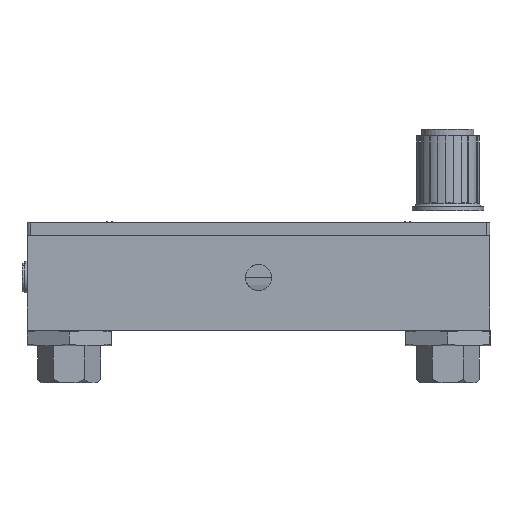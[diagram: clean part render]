
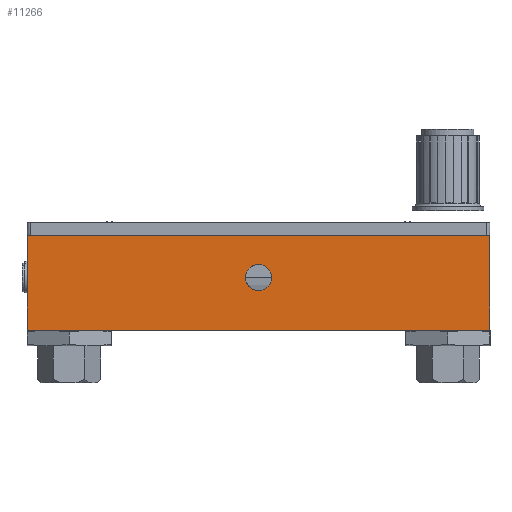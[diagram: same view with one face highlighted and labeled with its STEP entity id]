
A CAD part, left-side view. The second image highlights one B-rep face of the part: STEP entity #11266.
In plain terms, the highlighted planar face has unit normal (-1, 0, 0).
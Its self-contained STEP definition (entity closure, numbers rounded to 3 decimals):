
#15 = DIRECTION ( 'NONE',  ( 1., 0., 0. ) ) ;
#99 = CARTESIAN_POINT ( 'NONE',  ( -14.832, 3.762, -1.519 ) ) ;
#425 = CARTESIAN_POINT ( 'NONE',  ( -14.832, 3.762, -5.487 ) ) ;
#445 = EDGE_CURVE ( 'NONE', #2530, #4409, #11742, .T. ) ;
#528 = AXIS2_PLACEMENT_3D ( 'NONE', #586, #11995, #1629 ) ;
#586 = CARTESIAN_POINT ( 'NONE',  ( -14.832, 3.762, -1.519 ) ) ;
#812 = LINE ( 'NONE', #12183, #6163 ) ;
#1299 = VERTEX_POINT ( 'NONE', #10617 ) ;
#1629 = DIRECTION ( 'NONE',  ( 0., 0., -1. ) ) ;
#1915 = VECTOR ( 'NONE', #7825, 1000. ) ;
#2071 = DIRECTION ( 'NONE',  ( 0., -1., 0. ) ) ;
#2445 = EDGE_LOOP ( 'NONE', ( #10079, #7858 ) ) ;
#2530 = VERTEX_POINT ( 'NONE', #2557 ) ;
#2557 = CARTESIAN_POINT ( 'NONE',  ( -14.832, 73.612, -17.394 ) ) ;
#2997 = AXIS2_PLACEMENT_3D ( 'NONE', #9095, #7186, #10853 ) ;
#3766 = CARTESIAN_POINT ( 'NONE',  ( -14.832, 73.612, -17.394 ) ) ;
#3946 = FACE_OUTER_BOUND ( 'NONE', #8661, .T. ) ;
#4195 = LINE ( 'NONE', #4481, #11870 ) ;
#4219 = CARTESIAN_POINT ( 'NONE',  ( -14.832, 73.612, -17.394 ) ) ;
#4409 = VERTEX_POINT ( 'NONE', #10344 ) ;
#4419 = CARTESIAN_POINT ( 'NONE',  ( -14.832, 3.762, 2.45 ) ) ;
#4467 = CARTESIAN_POINT ( 'NONE',  ( -14.832, -66.088, 11.181 ) ) ;
#4481 = CARTESIAN_POINT ( 'NONE',  ( -14.832, -66.088, -17.394 ) ) ;
#4632 = EDGE_CURVE ( 'NONE', #2530, #1299, #6973, .T. ) ;
#4880 = ORIENTED_EDGE ( 'NONE', *, *, #445, .F. ) ;
#5554 = VECTOR ( 'NONE', #6701, 1000. ) ;
#5800 = EDGE_CURVE ( 'NONE', #7192, #11407, #11811, .T. ) ;
#6163 = VECTOR ( 'NONE', #2071, 1000. ) ;
#6701 = DIRECTION ( 'NONE',  ( 0., 0., 1. ) ) ;
#6973 = LINE ( 'NONE', #4219, #1915 ) ;
#7186 = DIRECTION ( 'NONE',  ( 1., 0., 0. ) ) ;
#7192 = VERTEX_POINT ( 'NONE', #425 ) ;
#7508 = ORIENTED_EDGE ( 'NONE', *, *, #7557, .F. ) ;
#7557 = EDGE_CURVE ( 'NONE', #4409, #11360, #812, .T. ) ;
#7825 = DIRECTION ( 'NONE',  ( 0., -1., 0. ) ) ;
#7858 = ORIENTED_EDGE ( 'NONE', *, *, #10508, .T. ) ;
#7957 = FACE_BOUND ( 'NONE', #2445, .T. ) ;
#8289 = DIRECTION ( 'NONE',  ( 0., 0., 1. ) ) ;
#8357 = AXIS2_PLACEMENT_3D ( 'NONE', #99, #15, #10492 ) ;
#8661 = EDGE_LOOP ( 'NONE', ( #11466, #7508, #4880, #9185 ) ) ;
#9088 = CIRCLE ( 'NONE', #528, 3.969 ) ;
#9095 = CARTESIAN_POINT ( 'NONE',  ( -14.832, 73.612, -17.394 ) ) ;
#9185 = ORIENTED_EDGE ( 'NONE', *, *, #4632, .T. ) ;
#9926 = PLANE ( 'NONE',  #2997 ) ;
#10079 = ORIENTED_EDGE ( 'NONE', *, *, #5800, .T. ) ;
#10132 = EDGE_CURVE ( 'NONE', #1299, #11360, #4195, .T. ) ;
#10344 = CARTESIAN_POINT ( 'NONE',  ( -14.832, 73.612, 11.181 ) ) ;
#10492 = DIRECTION ( 'NONE',  ( 0., 0., -1. ) ) ;
#10508 = EDGE_CURVE ( 'NONE', #11407, #7192, #9088, .T. ) ;
#10617 = CARTESIAN_POINT ( 'NONE',  ( -14.832, -66.088, -17.394 ) ) ;
#10853 = DIRECTION ( 'NONE',  ( 0., 0., -1. ) ) ;
#11266 = ADVANCED_FACE ( 'NONE', ( #7957, #3946 ), #9926, .F. ) ;
#11360 = VERTEX_POINT ( 'NONE', #4467 ) ;
#11407 = VERTEX_POINT ( 'NONE', #4419 ) ;
#11466 = ORIENTED_EDGE ( 'NONE', *, *, #10132, .T. ) ;
#11742 = LINE ( 'NONE', #3766, #5554 ) ;
#11811 = CIRCLE ( 'NONE', #8357, 3.969 ) ;
#11870 = VECTOR ( 'NONE', #8289, 1000. ) ;
#11995 = DIRECTION ( 'NONE',  ( 1., 0., 0. ) ) ;
#12183 = CARTESIAN_POINT ( 'NONE',  ( -14.832, 73.612, 11.181 ) ) ;
